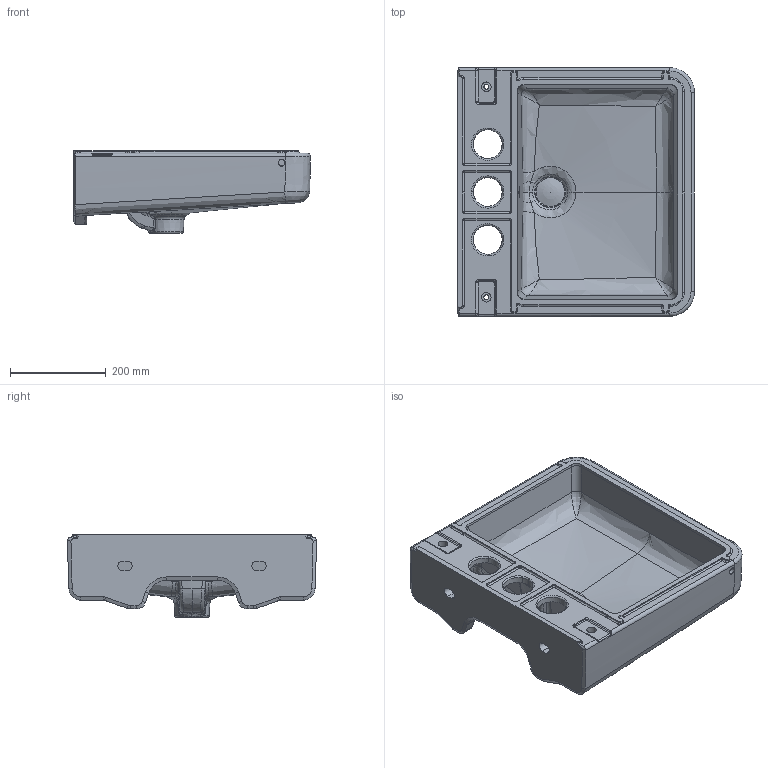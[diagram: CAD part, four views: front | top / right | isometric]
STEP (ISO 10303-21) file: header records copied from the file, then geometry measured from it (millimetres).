
FILE_DESCRIPTION((''),'2;1');
FILE_NAME('263152.stp','2011-05-25T21:51:04',('Administrator'),(''),'Autodesk Inventor 2011','Autodesk Inventor 2011','');
FILE_SCHEMA(('AUTOMOTIVE_DESIGN { 1 0 10303 214 1 1 1 1 }'));
Length unit declared in the file: millimetre
Products named in the file (4): 263152; Kelch; Stopfen
Assembly tree (3 placements, depth 2):
  263152
    263152
    Kelch
    Stopfen
Bounding box: 495 x 520 x 172.13 mm (x, y, z)
Volume: 11883151.2 mm3; surface area: 975937.8 mm2
Topology: 5 solids, 5 shells, 498 faces, 1197 edges, 699 vertices
Faces by surface type: bspline 231, cylinder 119, plane 97, torus 20, cone 17, sphere 14
Full cylindrical faces by diameter (mm): 10 x2, 14 x2, 20 x2, 24 x1, 42 x1, 44 x1, 48.25 x1, 60 x1
Entity records: 56424 total; most frequent: CARTESIAN_POINT 45666, ORIENTED_EDGE 2326, DIRECTION 1720, EDGE_CURVE 1163, VERTEX_POINT 694, AXIS2_PLACEMENT_3D 667, EDGE_LOOP 537, FACE_OUTER_BOUND 496
